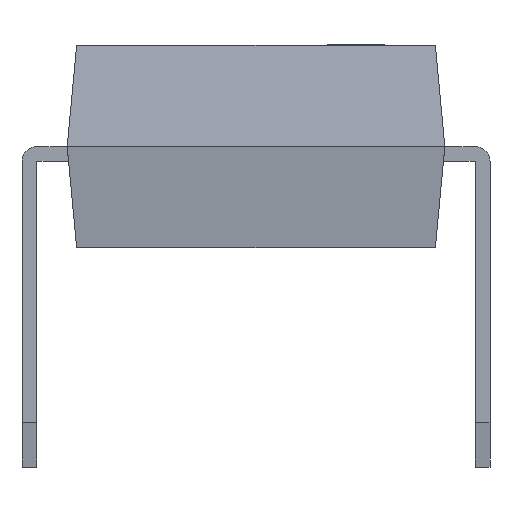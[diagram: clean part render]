
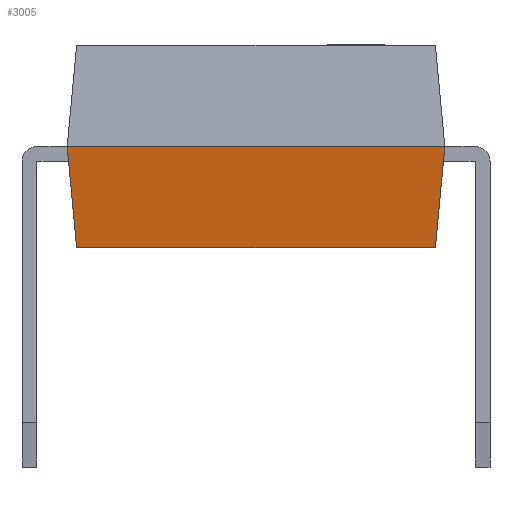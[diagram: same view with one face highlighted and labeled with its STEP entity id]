
A CAD part, front view. The second image highlights one B-rep face of the part: STEP entity #3005.
In plain terms, the highlighted free-form (B-spline) face has degree [1, 1] with [2, 2] control points.
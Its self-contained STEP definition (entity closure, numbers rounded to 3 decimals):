
#744 = VERTEX_POINT('',#745);
#745 = CARTESIAN_POINT('',(3.175,-4.795,2.21));
#766 = EDGE_CURVE('',#767,#744,#769,.T.);
#767 = VERTEX_POINT('',#768);
#768 = CARTESIAN_POINT('',(-3.175,-4.795,2.21));
#769 = LINE('',#770,#771);
#770 = CARTESIAN_POINT('',(-3.175,-4.795,2.21));
#771 = VECTOR('',#772,1.);
#772 = DIRECTION('',(1.,0.,0.));
#2752 = EDGE_CURVE('',#744,#2753,#2755,.T.);
#2753 = VERTEX_POINT('',#2754);
#2754 = CARTESIAN_POINT('',(3.016,-4.555,0.51));
#2755 = B_SPLINE_CURVE_WITH_KNOTS('',1,(#2756,#2757),.UNSPECIFIED.,.F.,
  .F.,(2,2),(0.,1.),.PIECEWISE_BEZIER_KNOTS.);
#2756 = CARTESIAN_POINT('',(3.175,-4.795,2.21));
#2757 = CARTESIAN_POINT('',(3.016,-4.555,0.51));
#3005 = ADVANCED_FACE('',(#3006),#3023,.F.);
#3006 = FACE_BOUND('',#3007,.F.);
#3007 = EDGE_LOOP('',(#3008,#3009,#3010,#3018));
#3008 = ORIENTED_EDGE('',*,*,#766,.T.);
#3009 = ORIENTED_EDGE('',*,*,#2752,.T.);
#3010 = ORIENTED_EDGE('',*,*,#3011,.F.);
#3011 = EDGE_CURVE('',#3012,#2753,#3014,.T.);
#3012 = VERTEX_POINT('',#3013);
#3013 = CARTESIAN_POINT('',(-3.016,-4.555,0.51));
#3014 = LINE('',#3015,#3016);
#3015 = CARTESIAN_POINT('',(-3.016,-4.555,0.51));
#3016 = VECTOR('',#3017,1.);
#3017 = DIRECTION('',(1.,0.,0.));
#3018 = ORIENTED_EDGE('',*,*,#3019,.F.);
#3019 = EDGE_CURVE('',#767,#3012,#3020,.T.);
#3020 = B_SPLINE_CURVE_WITH_KNOTS('',1,(#3021,#3022),.UNSPECIFIED.,.F.,
  .F.,(2,2),(0.,1.),.PIECEWISE_BEZIER_KNOTS.);
#3021 = CARTESIAN_POINT('',(-3.175,-4.795,2.21));
#3022 = CARTESIAN_POINT('',(-3.016,-4.555,0.51));
#3023 = B_SPLINE_SURFACE_WITH_KNOTS('',1,1,(
    (#3024,#3025)
    ,(#3026,#3027
    )),.UNSPECIFIED.,.F.,.F.,.F.,(2,2),(2,2),(0.,6.35),(0.,1.),
  .PIECEWISE_BEZIER_KNOTS.);
#3024 = CARTESIAN_POINT('',(-3.175,-4.795,2.21));
#3025 = CARTESIAN_POINT('',(-3.016,-4.555,0.51));
#3026 = CARTESIAN_POINT('',(3.175,-4.795,2.21));
#3027 = CARTESIAN_POINT('',(3.016,-4.555,0.51));
